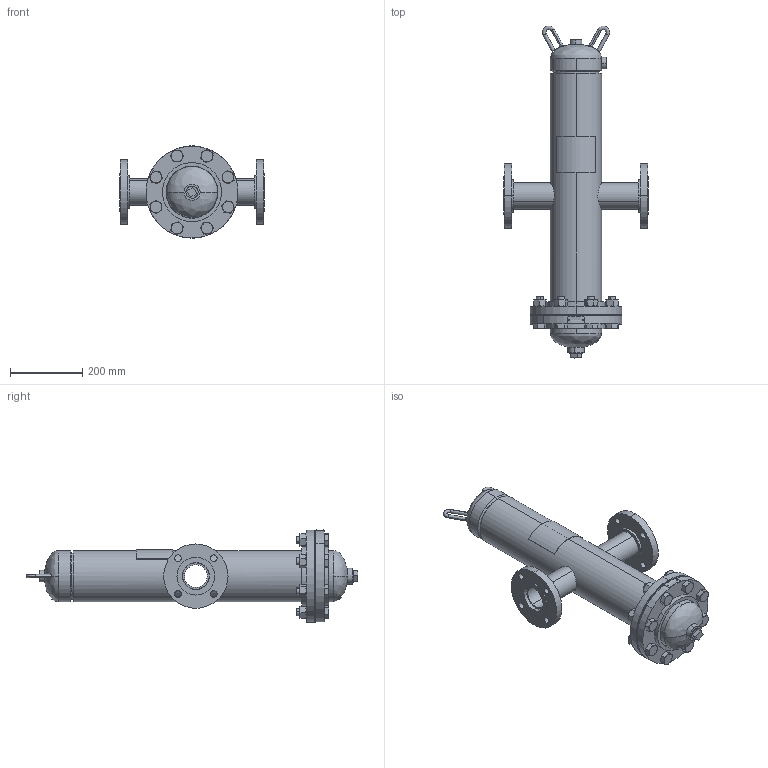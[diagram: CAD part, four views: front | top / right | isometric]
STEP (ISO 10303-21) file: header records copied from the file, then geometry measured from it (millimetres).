
FILE_DESCRIPTION (( 'STEP AP203' ), '1' );
FILE_NAME ('WVA-2.5HV.STEP', '2021-03-09T20:35:01', ( '' ), ( '' ), 'SwSTEP 2.0', 'SolidWorks 2021', '' );
FILE_SCHEMA (( 'CONFIG_CONTROL_DESIGN' ));
Length unit declared in the file: inch
Products named in the file (18): Garlock F.F. Gaskets 150# .0625 tk_9471005; 9461080; 99M3580_10; 9201540; WVA-2.5HV; 9461055; 9600830_5.5625" VERT; 9301070_5.5625; 9500050; 99P0091_25.75; 9400540_tall; 9400521; PLUGS_9500150; 9800630_HHNUT 0.7500-10-D-N; 72J1365; 9800570_HHBOLT 0.7500-10x3x3-N; 9500030
Assembly tree (37 placements, depth 2):
  WVA-2.5HV
    99P0091_25.75
    9201540
    9201540
    9500030  x2
    9500050
    PLUGS_9500150
    9301070_5.5625  x2
    9461055  x2
    9461080  x2
    9400521
    Garlock F.F. Gaskets 150# .0625 tk_9471005
    9800570_HHBOLT 0.7500-10x3x3-N  x8
    9800630_HHNUT 0.7500-10-D-N  x8
    9400540_tall  x2
    72J1365  x2
    99M3580_10
    9600830_5.5625" VERT
Bounding box: 400.05 x 917.05 x 254.7 mm (x, y, z)
Volume: 5454473 mm3; surface area: 1457345.2 mm2
Topology: 37 solids, 37 shells, 641 faces, 1422 edges, 876 vertices
Faces by surface type: cylinder 218, cone 202, plane 201, bspline 16, torus 4
Entity records: 11556 total; most frequent: CARTESIAN_POINT 3444, DIRECTION 1258, ORIENTED_EDGE 1088, EDGE_CURVE 544, AXIS2_PLACEMENT_3D 540, VERTEX_POINT 352, EDGE_LOOP 312, CIRCLE 282
